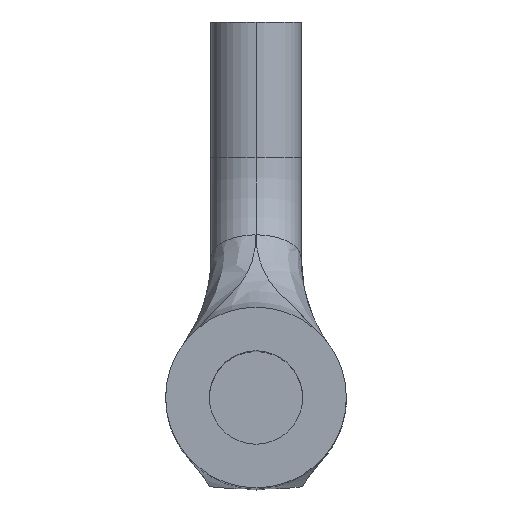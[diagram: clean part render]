
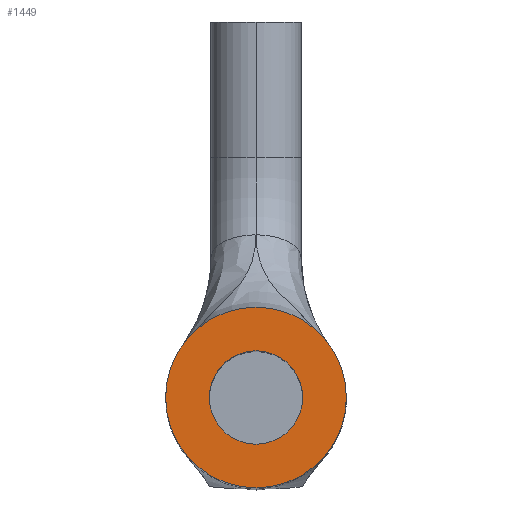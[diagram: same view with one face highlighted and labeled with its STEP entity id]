
A CAD part, top view. The second image highlights one B-rep face of the part: STEP entity #1449.
In plain terms, the highlighted planar face has unit normal (0, 0, 1).
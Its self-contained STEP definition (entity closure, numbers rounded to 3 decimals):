
#52 = ORIENTED_EDGE ( 'NONE', *, *, #447, .T. ) ;
#141 = CARTESIAN_POINT ( 'NONE',  ( 0., 0., 30. ) ) ;
#212 = CARTESIAN_POINT ( 'NONE',  ( 0., 0., 30. ) ) ;
#246 = VERTEX_POINT ( 'NONE', #1473 ) ;
#262 = DIRECTION ( 'NONE',  ( 0., 0., 1. ) ) ;
#385 = AXIS2_PLACEMENT_3D ( 'NONE', #1047, #1505, #1276 ) ;
#432 = EDGE_CURVE ( 'NONE', #882, #1212, #507, .T. ) ;
#447 = EDGE_CURVE ( 'NONE', #246, #689, #529, .T. ) ;
#450 = CARTESIAN_POINT ( 'NONE',  ( 0., 0., 30. ) ) ;
#459 = CIRCLE ( 'NONE', #976, 3.1 ) ;
#482 = CARTESIAN_POINT ( 'NONE',  ( -3.1, 0., 30. ) ) ;
#504 = EDGE_CURVE ( 'NONE', #689, #246, #635, .T. ) ;
#507 = CIRCLE ( 'NONE', #385, 3.1 ) ;
#514 = DIRECTION ( 'NONE',  ( 0., 0., 1. ) ) ;
#529 = CIRCLE ( 'NONE', #1006, 6. ) ;
#535 = CARTESIAN_POINT ( 'NONE',  ( 0., 0., 30. ) ) ;
#582 = ORIENTED_EDGE ( 'NONE', *, *, #432, .F. ) ;
#635 = CIRCLE ( 'NONE', #1230, 6. ) ;
#665 = AXIS2_PLACEMENT_3D ( 'NONE', #450, #913, #1394 ) ;
#689 = VERTEX_POINT ( 'NONE', #1028 ) ;
#733 = DIRECTION ( 'NONE',  ( 1., 0., 0. ) ) ;
#874 = EDGE_CURVE ( 'NONE', #1212, #882, #459, .T. ) ;
#878 = DIRECTION ( 'NONE',  ( 1., 0., 0. ) ) ;
#882 = VERTEX_POINT ( 'NONE', #1349 ) ;
#901 = EDGE_LOOP ( 'NONE', ( #1511, #582 ) ) ;
#913 = DIRECTION ( 'NONE',  ( 0., 0., 1. ) ) ;
#928 = PLANE ( 'NONE',  #665 ) ;
#976 = AXIS2_PLACEMENT_3D ( 'NONE', #535, #514, #878 ) ;
#1006 = AXIS2_PLACEMENT_3D ( 'NONE', #212, #1170, #1278 ) ;
#1028 = CARTESIAN_POINT ( 'NONE',  ( 6., 0., 30. ) ) ;
#1047 = CARTESIAN_POINT ( 'NONE',  ( 0., 0., 30. ) ) ;
#1170 = DIRECTION ( 'NONE',  ( 0., 0., 1. ) ) ;
#1212 = VERTEX_POINT ( 'NONE', #482 ) ;
#1230 = AXIS2_PLACEMENT_3D ( 'NONE', #141, #262, #733 ) ;
#1276 = DIRECTION ( 'NONE',  ( 1., 0., 0. ) ) ;
#1278 = DIRECTION ( 'NONE',  ( 1., 0., 0. ) ) ;
#1308 = FACE_OUTER_BOUND ( 'NONE', #1393, .T. ) ;
#1349 = CARTESIAN_POINT ( 'NONE',  ( 3.1, 0., 30. ) ) ;
#1350 = FACE_BOUND ( 'NONE', #901, .T. ) ;
#1393 = EDGE_LOOP ( 'NONE', ( #52, #1405 ) ) ;
#1394 = DIRECTION ( 'NONE',  ( 1., 0., 0. ) ) ;
#1405 = ORIENTED_EDGE ( 'NONE', *, *, #504, .T. ) ;
#1449 = ADVANCED_FACE ( 'NONE', ( #1308, #1350 ), #928, .T. ) ;
#1473 = CARTESIAN_POINT ( 'NONE',  ( -6., 0., 30. ) ) ;
#1505 = DIRECTION ( 'NONE',  ( 0., 0., 1. ) ) ;
#1511 = ORIENTED_EDGE ( 'NONE', *, *, #874, .F. ) ;
